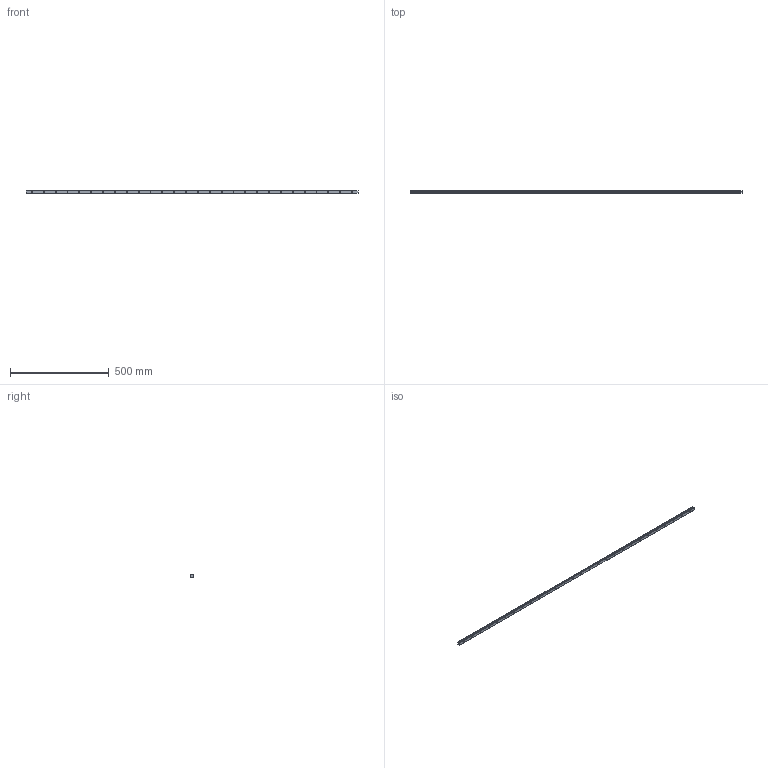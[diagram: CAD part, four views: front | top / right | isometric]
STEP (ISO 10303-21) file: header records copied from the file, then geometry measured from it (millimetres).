
FILE_DESCRIPTION (( 'STEP AP214' ), '1' );
FILE_NAME ('SHS15 1680L G30.STEP', '2021-05-25T13:04:47', ( '' ), ( '' ), 'SwSTEP 2.0', 'SolidWorks 2021', '' );
FILE_SCHEMA (( 'AUTOMOTIVE_DESIGN' ));
Length unit declared in the file: millimetre
Products named in the file (2): SHS15 1680L G30; _SHS15C168030 Track
Assembly tree (1 placements, depth 2):
  SHS15 1680L G30
    _SHS15C168030 Track
Bounding box: 1680 x 13 x 15 mm (x, y, z)
Volume: 271690.8 mm3; surface area: 101070 mm2
Topology: 1 solids, 1 shells, 185 faces, 465 edges, 310 vertices
Faces by surface type: cylinder 135, plane 50
Entity records: 5867 total; most frequent: DIRECTION 1113, CARTESIAN_POINT 964, ORIENTED_EDGE 930, EDGE_CURVE 465, AXIS2_PLACEMENT_3D 459, VERTEX_POINT 310, CIRCLE 270, EDGE_LOOP 269
